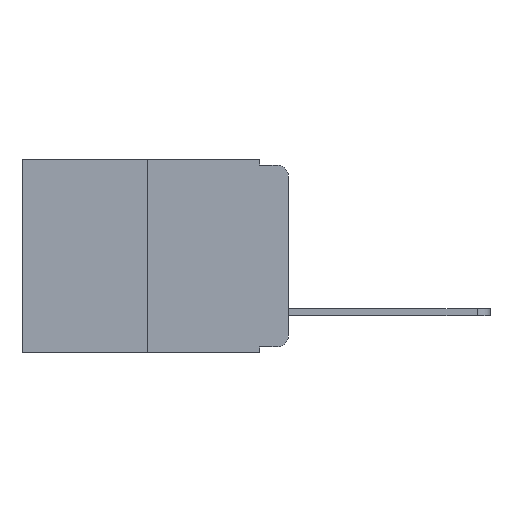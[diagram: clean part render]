
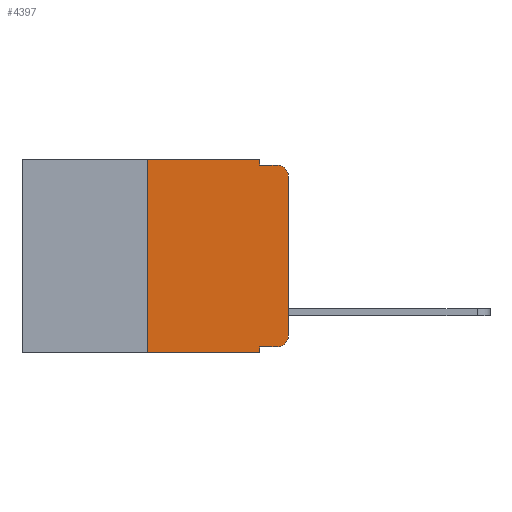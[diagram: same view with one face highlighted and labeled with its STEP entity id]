
A CAD part, left-side view. The second image highlights one B-rep face of the part: STEP entity #4397.
In plain terms, the highlighted planar face has unit normal (-1, 0, 0).
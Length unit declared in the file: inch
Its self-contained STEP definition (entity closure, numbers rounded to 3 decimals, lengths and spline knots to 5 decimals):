
#77 = ORIENTED_EDGE ( 'NONE', *, *, #7364, .F. ) ;
#89 = ORIENTED_EDGE ( 'NONE', *, *, #9798, .F. ) ;
#170 = ORIENTED_EDGE ( 'NONE', *, *, #463, .T. ) ;
#246 = ORIENTED_EDGE ( 'NONE', *, *, #9651, .F. ) ;
#257 = VERTEX_POINT ( 'NONE', #7967 ) ;
#329 = ORIENTED_EDGE ( 'NONE', *, *, #9601, .T. ) ;
#332 = ORIENTED_EDGE ( 'NONE', *, *, #9557, .T. ) ;
#419 = VERTEX_POINT ( 'NONE', #9737 ) ;
#463 = EDGE_CURVE ( 'NONE', #2024, #7593, #791, .T. ) ;
#592 = CARTESIAN_POINT ( 'NONE',  ( 0., 0., -0.03 ) ) ;
#623 = DIRECTION ( 'NONE',  ( 0., 0., -1. ) ) ;
#672 = VERTEX_POINT ( 'NONE', #690 ) ;
#690 = CARTESIAN_POINT ( 'NONE',  ( 0., 0.051, -0.333 ) ) ;
#791 = LINE ( 'NONE', #3888, #7634 ) ;
#835 = CARTESIAN_POINT ( 'NONE',  ( 0., 0.051, -0.01 ) ) ;
#1350 = VERTEX_POINT ( 'NONE', #9625 ) ;
#1691 = EDGE_LOOP ( 'NONE', ( #2411, #2468, #2699, #3117, #77, #89, #170, #246, #329, #332 ) ) ;
#2024 = VERTEX_POINT ( 'NONE', #4195 ) ;
#2171 = CARTESIAN_POINT ( 'NONE',  ( 0., 0., 0. ) ) ;
#2275 = DIRECTION ( 'NONE',  ( -1., 0., 0. ) ) ;
#2411 = ORIENTED_EDGE ( 'NONE', *, *, #10350, .T. ) ;
#2468 = ORIENTED_EDGE ( 'NONE', *, *, #9891, .T. ) ;
#2699 = ORIENTED_EDGE ( 'NONE', *, *, #10175, .F. ) ;
#2741 = VERTEX_POINT ( 'NONE', #6474 ) ;
#2973 = CARTESIAN_POINT ( 'NONE',  ( 0., 0.473, 0. ) ) ;
#3026 = CARTESIAN_POINT ( 'NONE',  ( 0., 0.25, 0. ) ) ;
#3117 = ORIENTED_EDGE ( 'NONE', *, *, #9818, .F. ) ;
#3216 = DIRECTION ( 'NONE',  ( -1., 0., 0. ) ) ;
#3681 = VERTEX_POINT ( 'NONE', #5458 ) ;
#3749 = DIRECTION ( 'NONE',  ( 0., -1., 0. ) ) ;
#3888 = CARTESIAN_POINT ( 'NONE',  ( 0., 0.473, -0.343 ) ) ;
#3947 = DIRECTION ( 'NONE',  ( 0., 0., 1. ) ) ;
#4081 = DIRECTION ( 'NONE',  ( 0., -1., 0. ) ) ;
#4146 = VECTOR ( 'NONE', #5738, 39.37008 ) ;
#4152 = CARTESIAN_POINT ( 'NONE',  ( 0., 0.051, -0.333 ) ) ;
#4195 = CARTESIAN_POINT ( 'NONE',  ( 0., 0.25, -0.343 ) ) ;
#4397 = ADVANCED_FACE ( 'NONE', ( #7680 ), #11000, .F. ) ;
#4565 = LINE ( 'NONE', #6491, #8489 ) ;
#4846 = VECTOR ( 'NONE', #3947, 39.37008 ) ;
#4899 = VECTOR ( 'NONE', #10589, 39.37008 ) ;
#4993 = AXIS2_PLACEMENT_3D ( 'NONE', #8286, #3216, #9136 ) ;
#5006 = VERTEX_POINT ( 'NONE', #10720 ) ;
#5279 = CIRCLE ( 'NONE', #4993, 0.02 ) ;
#5458 = CARTESIAN_POINT ( 'NONE',  ( 0., 0.02, -0.333 ) ) ;
#5716 = DIRECTION ( 'NONE',  ( 0., 0., -1. ) ) ;
#5738 = DIRECTION ( 'NONE',  ( 0., 0., 1. ) ) ;
#6018 = VECTOR ( 'NONE', #3749, 39.37008 ) ;
#6094 = DIRECTION ( 'NONE',  ( 1., 0., 0. ) ) ;
#6379 = LINE ( 'NONE', #2171, #4146 ) ;
#6474 = CARTESIAN_POINT ( 'NONE',  ( 0., 0.02, -0.01 ) ) ;
#6491 = CARTESIAN_POINT ( 'NONE',  ( 0., 0.051, 0. ) ) ;
#7068 = LINE ( 'NONE', #3026, #4846 ) ;
#7364 = EDGE_CURVE ( 'NONE', #1350, #257, #9312, .T. ) ;
#7474 = CARTESIAN_POINT ( 'NONE',  ( 0., 0.02, -0.03 ) ) ;
#7557 = AXIS2_PLACEMENT_3D ( 'NONE', #7474, #2275, #8308 ) ;
#7560 = DIRECTION ( 'NONE',  ( 0., 0., -1. ) ) ;
#7593 = VERTEX_POINT ( 'NONE', #10896 ) ;
#7634 = VECTOR ( 'NONE', #4081, 39.37008 ) ;
#7680 = FACE_OUTER_BOUND ( 'NONE', #1691, .T. ) ;
#7952 = CIRCLE ( 'NONE', #7557, 0.02 ) ;
#7967 = CARTESIAN_POINT ( 'NONE',  ( 0., 0.051, 0. ) ) ;
#8286 = CARTESIAN_POINT ( 'NONE',  ( 0., 0.02, -0.313 ) ) ;
#8308 = DIRECTION ( 'NONE',  ( 0., 0., -1. ) ) ;
#8318 = DIRECTION ( 'NONE',  ( 0., -1., 0. ) ) ;
#8480 = LINE ( 'NONE', #835, #6018 ) ;
#8489 = VECTOR ( 'NONE', #5716, 39.37008 ) ;
#8627 = LINE ( 'NONE', #10030, #11029 ) ;
#9136 = DIRECTION ( 'NONE',  ( 0., 0., -1. ) ) ;
#9153 = LINE ( 'NONE', #4152, #11275 ) ;
#9312 = LINE ( 'NONE', #2973, #4899 ) ;
#9531 = AXIS2_PLACEMENT_3D ( 'NONE', #10970, #6094, #623 ) ;
#9557 = EDGE_CURVE ( 'NONE', #3681, #419, #5279, .T. ) ;
#9601 = EDGE_CURVE ( 'NONE', #672, #3681, #9153, .T. ) ;
#9625 = CARTESIAN_POINT ( 'NONE',  ( 0., 0.25, 0. ) ) ;
#9651 = EDGE_CURVE ( 'NONE', #672, #7593, #8627, .T. ) ;
#9737 = CARTESIAN_POINT ( 'NONE',  ( 0., 0., -0.313 ) ) ;
#9798 = EDGE_CURVE ( 'NONE', #2024, #1350, #7068, .T. ) ;
#9818 = EDGE_CURVE ( 'NONE', #257, #5006, #4565, .T. ) ;
#9891 = EDGE_CURVE ( 'NONE', #10043, #2741, #7952, .T. ) ;
#10030 = CARTESIAN_POINT ( 'NONE',  ( 0., 0.051, 0. ) ) ;
#10043 = VERTEX_POINT ( 'NONE', #592 ) ;
#10175 = EDGE_CURVE ( 'NONE', #5006, #2741, #8480, .T. ) ;
#10350 = EDGE_CURVE ( 'NONE', #419, #10043, #6379, .T. ) ;
#10589 = DIRECTION ( 'NONE',  ( 0., -1., 0. ) ) ;
#10720 = CARTESIAN_POINT ( 'NONE',  ( 0., 0.051, -0.01 ) ) ;
#10896 = CARTESIAN_POINT ( 'NONE',  ( 0., 0.051, -0.343 ) ) ;
#10970 = CARTESIAN_POINT ( 'NONE',  ( 0., 0.473, 0. ) ) ;
#11000 = PLANE ( 'NONE',  #9531 ) ;
#11029 = VECTOR ( 'NONE', #7560, 39.37008 ) ;
#11275 = VECTOR ( 'NONE', #8318, 39.37008 ) ;
